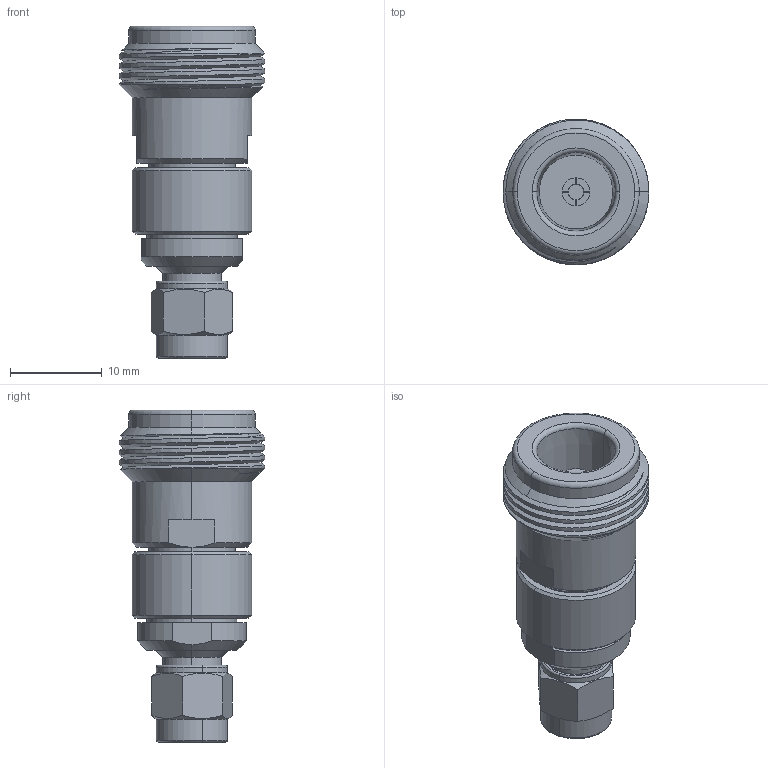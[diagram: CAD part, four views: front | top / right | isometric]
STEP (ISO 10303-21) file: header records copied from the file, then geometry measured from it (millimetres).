
FILE_DESCRIPTION (( 'STEP AP214' ), '1' );
FILE_NAME ('CT-NFKM-LN1.STEP', '2025-01-17T00:36:46', ( '' ), ( '' ), 'SwSTEP 2.0', 'SolidWorks 2021', '' );
FILE_SCHEMA (( 'AUTOMOTIVE_DESIGN' ));
Length unit declared in the file: inch
Products named in the file (1): CT-NFKM-LN1
Bounding box: 15.88 x 15.87 x 36.14 mm (x, y, z)
Volume: 3461.7 mm3; surface area: 2846 mm2
Topology: 3 solids, 6 shells, 204 faces, 476 edges, 300 vertices
Faces by surface type: cylinder 79, plane 58, cone 51, torus 12, bspline 4
Entity records: 10742 total; most frequent: CARTESIAN_POINT 3381, DIRECTION 1006, ORIENTED_EDGE 952, EDGE_CURVE 476, AXIS2_PLACEMENT_3D 415, VERTEX_POINT 300, EDGE_LOOP 228, CIRCLE 214
